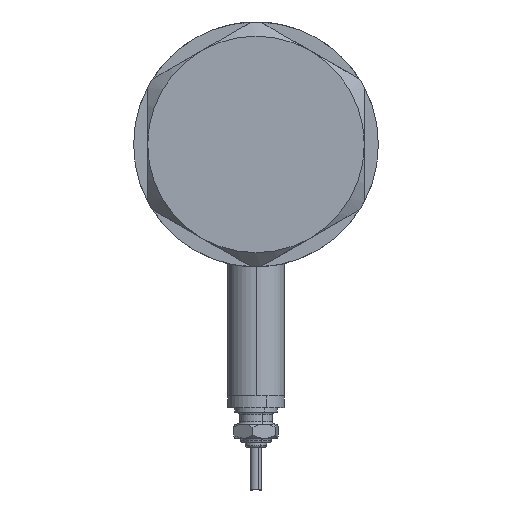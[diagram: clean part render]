
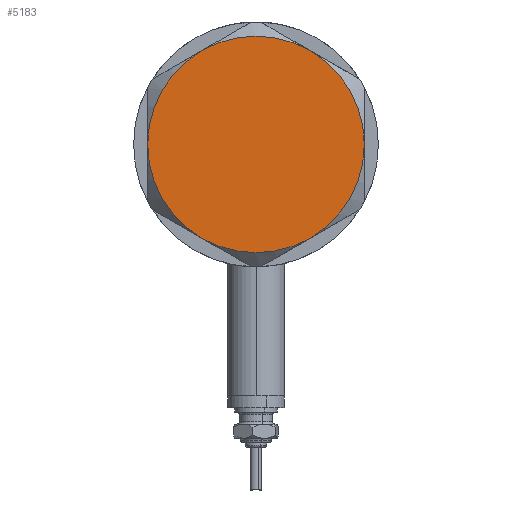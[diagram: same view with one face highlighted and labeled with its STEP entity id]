
A CAD part, left-side view. The second image highlights one B-rep face of the part: STEP entity #5183.
In plain terms, the highlighted face is planar.
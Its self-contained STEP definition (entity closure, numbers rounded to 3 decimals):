
#89 = ORIENTED_EDGE ( 'NONE', *, *, #1316, .T. ) ;
#97 = CARTESIAN_POINT ( 'NONE',  ( -11.5, -19.919, 9. ) ) ;
#382 = EDGE_CURVE ( 'NONE', #3783, #800, #5127, .T. ) ;
#401 = CARTESIAN_POINT ( 'NONE',  ( 23., 0., 9. ) ) ;
#408 = CARTESIAN_POINT ( 'NONE',  ( 0., 0., 9. ) ) ;
#485 = DIRECTION ( 'NONE',  ( 1., 0., 0. ) ) ;
#506 = DIRECTION ( 'NONE',  ( 1., 0., 0. ) ) ;
#549 = AXIS2_PLACEMENT_3D ( 'NONE', #1824, #6113, #6211 ) ;
#619 = ORIENTED_EDGE ( 'NONE', *, *, #5629, .T. ) ;
#629 = DIRECTION ( 'NONE',  ( 0., 0., 1. ) ) ;
#656 = VERTEX_POINT ( 'NONE', #97 ) ;
#717 = CIRCLE ( 'NONE', #1343, 23. ) ;
#800 = VERTEX_POINT ( 'NONE', #2025 ) ;
#902 = VERTEX_POINT ( 'NONE', #2536 ) ;
#948 = DIRECTION ( 'NONE',  ( 0., 0., 1. ) ) ;
#961 = PLANE ( 'NONE',  #5974 ) ;
#1013 = DIRECTION ( 'NONE',  ( 1., 0., 0. ) ) ;
#1088 = CARTESIAN_POINT ( 'NONE',  ( 0., 0., 9. ) ) ;
#1316 = EDGE_CURVE ( 'NONE', #800, #656, #717, .T. ) ;
#1343 = AXIS2_PLACEMENT_3D ( 'NONE', #1088, #629, #506 ) ;
#1528 = ORIENTED_EDGE ( 'NONE', *, *, #382, .T. ) ;
#1534 = DIRECTION ( 'NONE',  ( 1., 0., 0. ) ) ;
#1717 = EDGE_CURVE ( 'NONE', #1909, #902, #2071, .T. ) ;
#1824 = CARTESIAN_POINT ( 'NONE',  ( 0., 0., 9. ) ) ;
#1843 = AXIS2_PLACEMENT_3D ( 'NONE', #2898, #948, #4782 ) ;
#1902 = CARTESIAN_POINT ( 'NONE',  ( 0., 0., 9. ) ) ;
#1909 = VERTEX_POINT ( 'NONE', #401 ) ;
#2025 = CARTESIAN_POINT ( 'NONE',  ( -23., 0., 9. ) ) ;
#2071 = CIRCLE ( 'NONE', #2905, 23. ) ;
#2222 = DIRECTION ( 'NONE',  ( 0., 0., 1. ) ) ;
#2536 = CARTESIAN_POINT ( 'NONE',  ( 11.5, 19.919, 9. ) ) ;
#2647 = CARTESIAN_POINT ( 'NONE',  ( 0., 0., 9. ) ) ;
#2725 = ORIENTED_EDGE ( 'NONE', *, *, #5417, .T. ) ;
#2775 = ORIENTED_EDGE ( 'NONE', *, *, #1717, .T. ) ;
#2898 = CARTESIAN_POINT ( 'NONE',  ( 0., 0., 9. ) ) ;
#2905 = AXIS2_PLACEMENT_3D ( 'NONE', #2647, #2222, #4568 ) ;
#2922 = AXIS2_PLACEMENT_3D ( 'NONE', #3039, #4487, #485 ) ;
#2950 = CARTESIAN_POINT ( 'NONE',  ( 11.5, -19.919, 9. ) ) ;
#3039 = CARTESIAN_POINT ( 'NONE',  ( 0., 0., 9. ) ) ;
#3118 = CIRCLE ( 'NONE', #2922, 23. ) ;
#3429 = FACE_OUTER_BOUND ( 'NONE', #5039, .T. ) ;
#3540 = CIRCLE ( 'NONE', #549, 23. ) ;
#3783 = VERTEX_POINT ( 'NONE', #6191 ) ;
#3943 = CIRCLE ( 'NONE', #5569, 23. ) ;
#4468 = DIRECTION ( 'NONE',  ( 0., 0., 1. ) ) ;
#4487 = DIRECTION ( 'NONE',  ( 0., 0., 1. ) ) ;
#4568 = DIRECTION ( 'NONE',  ( 1., 0., 0. ) ) ;
#4782 = DIRECTION ( 'NONE',  ( 1., 0., 0. ) ) ;
#4828 = EDGE_CURVE ( 'NONE', #656, #6039, #3118, .T. ) ;
#5039 = EDGE_LOOP ( 'NONE', ( #2725, #2775, #619, #1528, #89, #5898 ) ) ;
#5127 = CIRCLE ( 'NONE', #1843, 23. ) ;
#5183 = ADVANCED_FACE ( 'NONE', ( #3429 ), #961, .T. ) ;
#5417 = EDGE_CURVE ( 'NONE', #6039, #1909, #3540, .T. ) ;
#5569 = AXIS2_PLACEMENT_3D ( 'NONE', #408, #4468, #1534 ) ;
#5629 = EDGE_CURVE ( 'NONE', #902, #3783, #3943, .T. ) ;
#5898 = ORIENTED_EDGE ( 'NONE', *, *, #4828, .T. ) ;
#5912 = DIRECTION ( 'NONE',  ( 0., 0., 1. ) ) ;
#5974 = AXIS2_PLACEMENT_3D ( 'NONE', #1902, #5912, #1013 ) ;
#6039 = VERTEX_POINT ( 'NONE', #2950 ) ;
#6113 = DIRECTION ( 'NONE',  ( 0., 0., 1. ) ) ;
#6191 = CARTESIAN_POINT ( 'NONE',  ( -11.5, 19.919, 9. ) ) ;
#6211 = DIRECTION ( 'NONE',  ( 1., 0., 0. ) ) ;
